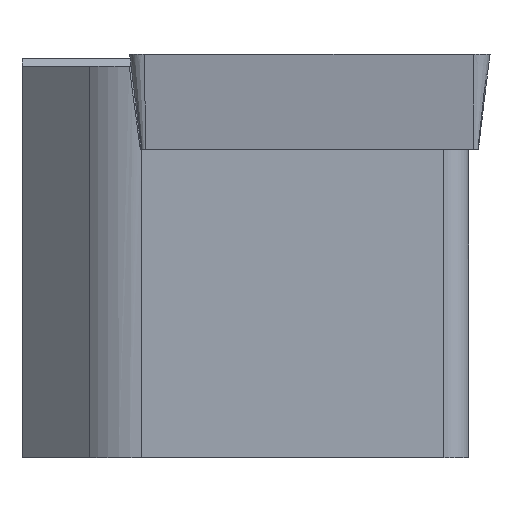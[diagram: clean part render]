
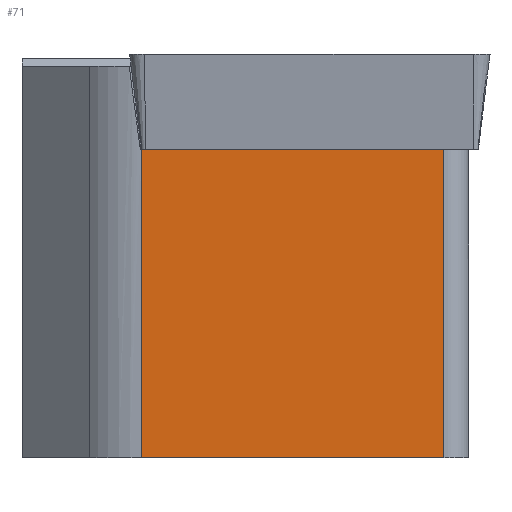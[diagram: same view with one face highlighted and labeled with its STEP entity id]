
A CAD part, left-side view. The second image highlights one B-rep face of the part: STEP entity #71.
In plain terms, the highlighted planar face has unit normal (-0.999, 0.052, 0).
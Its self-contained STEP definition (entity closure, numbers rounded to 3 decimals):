
#71=ADVANCED_FACE('',(#115),#91,.F.);
#91=PLANE('',#519);
#115=FACE_OUTER_BOUND('',#140,.T.);
#140=EDGE_LOOP('',(#257,#258,#259,#260));
#257=ORIENTED_EDGE('',*,*,#381,.T.);
#258=ORIENTED_EDGE('',*,*,#382,.T.);
#259=ORIENTED_EDGE('',*,*,#383,.F.);
#260=ORIENTED_EDGE('',*,*,#354,.F.);
#297=VERTEX_POINT('',#697);
#306=VERTEX_POINT('',#714);
#323=VERTEX_POINT('',#768);
#324=VERTEX_POINT('',#772);
#354=EDGE_CURVE('',#306,#297,#408,.T.);
#381=EDGE_CURVE('',#306,#323,#431,.T.);
#382=EDGE_CURVE('',#323,#324,#432,.T.);
#383=EDGE_CURVE('',#297,#324,#433,.T.);
#408=LINE('',#715,#456);
#431=LINE('',#769,#479);
#432=LINE('',#771,#480);
#433=LINE('',#773,#481);
#456=VECTOR('',#581,1.);
#479=VECTOR('',#632,1.);
#480=VECTOR('',#635,1.);
#481=VECTOR('',#636,1.);
#519=AXIS2_PLACEMENT_3D('',#774,#637,#638);
#581=DIRECTION('',(0.052,0.999,0.));
#632=DIRECTION('',(0.,0.,1.));
#635=DIRECTION('',(0.052,0.999,0.));
#636=DIRECTION('',(0.,0.,1.));
#637=DIRECTION('',(0.999,-0.052,0.));
#638=DIRECTION('',(0.052,0.999,0.));
#697=CARTESIAN_POINT('',(0.865,-2.996,-10.));
#714=CARTESIAN_POINT('',(0.468,-10.569,-10.));
#715=CARTESIAN_POINT('',(0.468,-10.569,-10.));
#768=CARTESIAN_POINT('',(0.468,-10.569,-2.28));
#769=CARTESIAN_POINT('',(0.468,-10.569,-29.9));
#771=CARTESIAN_POINT('',(0.468,-10.569,-2.28));
#772=CARTESIAN_POINT('',(0.865,-2.996,-2.28));
#773=CARTESIAN_POINT('',(0.865,-2.996,-29.9));
#774=CARTESIAN_POINT('',(0.468,-10.569,-29.9));
